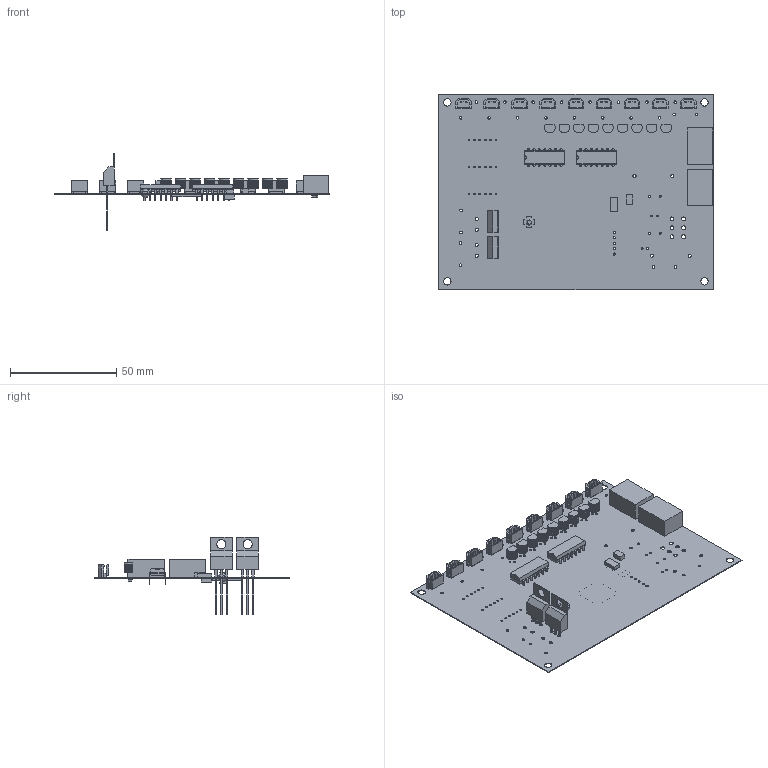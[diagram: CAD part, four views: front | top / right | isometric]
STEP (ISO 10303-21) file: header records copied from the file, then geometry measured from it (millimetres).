
FILE_DESCRIPTION(('Open CASCADE Model'),'2;1');
FILE_NAME('Open CASCADE Shape Model','2022-05-25T10:10:11',('Author'),( 'Open CASCADE'),'Open CASCADE STEP processor 6.8','Open CASCADE 6.8' ,'Unknown');
FILE_SCHEMA(('AUTOMOTIVE_DESIGN { 1 0 10303 214 1 1 1 1 }'));
Length unit declared in the file: millimetre
Products named in the file (68): PCB; Board; Open CASCADE STEP translator 6.8 3.1.1; D28; 6622998224; Body; PinsArrayL; FilletPinR; Q10; 5148410880; Extruded; Q9; 5148410800; Q8; Q7; Q6; Q5; Q3; Q2; Q1; Q11; 6623000064; Tab; PinsArray; Q4; U3; 5148410160; S1; 6052375472; Cylinder; 6052374992; Sphere; 6052374672; D14; 6052372272; U1; 5148410320; U2; 6052372992; P2 ...
Assembly tree (85 placements, depth 4):
  PCB
    Board
      Open CASCADE STEP translator 6.8 3.1.1
    D28
      6622998224
        Body
        PinsArrayL
        FilletPinR
    Q10
      5148410880
        Extruded
    Q9
      5148410800
        Extruded
    Q8
      5148410800
        Extruded
    Q7
      5148410800
        Extruded
    Q6
      5148410800
        Extruded
    Q5
      5148410880
        Extruded
    Q3
      5148410880
        Extruded
    Q2
      5148410800
        Extruded
    Q1
      5148410880
        Extruded
    Q11
      6623000064
        Tab
        Body
        PinsArray
    Q4
      6623000064
        Tab
        Body
        PinsArray
    U3
      5148410160
        Extruded
    S1
      6052375472
        Cylinder
      6052374992
        Sphere
      6052374672
        Extruded
    D14
      6052372272
        Extruded
    U1
      5148410320
Bounding box: 129.03 x 91.95 x 36.26 mm (x, y, z)
Volume: 12217.3 mm3; surface area: 32410.2 mm2
Topology: 73 solids, 73 shells, 1724 faces, 4489 edges, 2946 vertices
Faces by surface type: plane 1407, cylinder 280, revolution 36, sphere 1
Full cylindrical faces by diameter (mm): 0.206 x1, 0.73 x28, 0.9 x49, 1 x4, 1.016 x23, 1.2 x24, 1.38 x6, 1.5 x10, 1.524 x4, 1.85 x5, 2 x1, 3.5 x4, 4.233 x2
Entity records: 23829 total; most frequent: CARTESIAN_POINT 3793, DIRECTION 3750, ORIENTED_EDGE 3600, EDGE_CURVE 1800, LINE 1398, VECTOR 1398, VERTEX_POINT 1189, AXIS2_PLACEMENT_3D 1174
